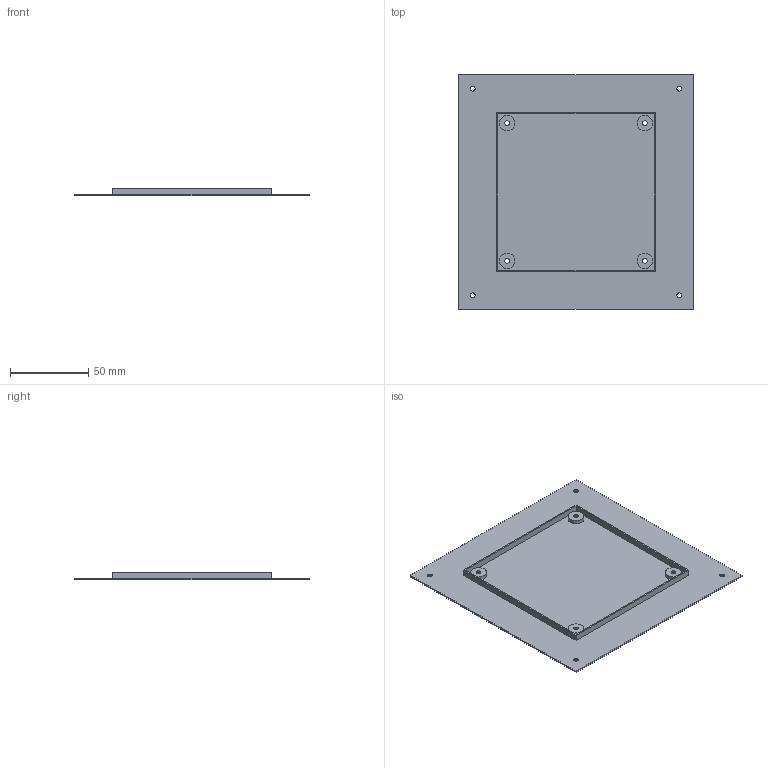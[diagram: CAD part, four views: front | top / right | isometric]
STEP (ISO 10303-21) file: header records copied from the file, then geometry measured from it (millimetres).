
FILE_DESCRIPTION(('FreeCAD Model'),'2;1');
FILE_NAME('Open CASCADE Shape Model','2024-03-04T13:26:25',(''),(''), 'Open CASCADE STEP processor 7.6','FreeCAD','Unknown');
FILE_SCHEMA(('AUTOMOTIVE_DESIGN { 1 0 10303 214 1 1 1 1 }'));
Length unit declared in the file: millimetre
Products named in the file (1): Pocket
Bounding box: 150 x 150 x 5.1 mm (x, y, z)
Volume: 24279.5 mm3; surface area: 49384.3 mm2
Topology: 1 solids, 1 shells, 60 faces, 144 edges, 96 vertices
Faces by surface type: plane 48, cylinder 12
Full cylindrical faces by diameter (mm): 3 x8, 10 x4
Entity records: 3666 total; most frequent: CARTESIAN_POINT 617, DIRECTION 570, LINE 380, VECTOR 380, ORIENTED_EDGE 288, PCURVE 288, DEFINITIONAL_REPRESENTATION 288, EDGE_CURVE 144
